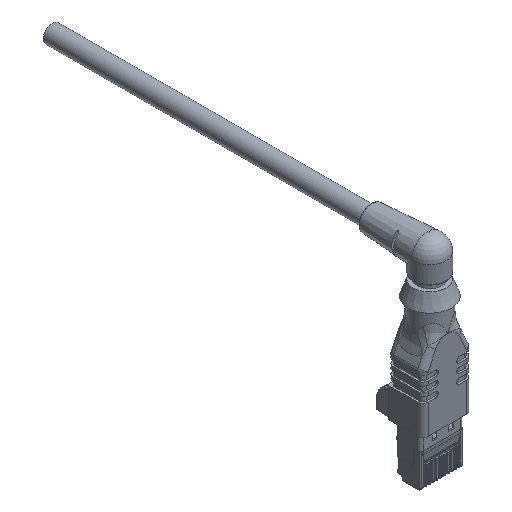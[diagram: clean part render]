
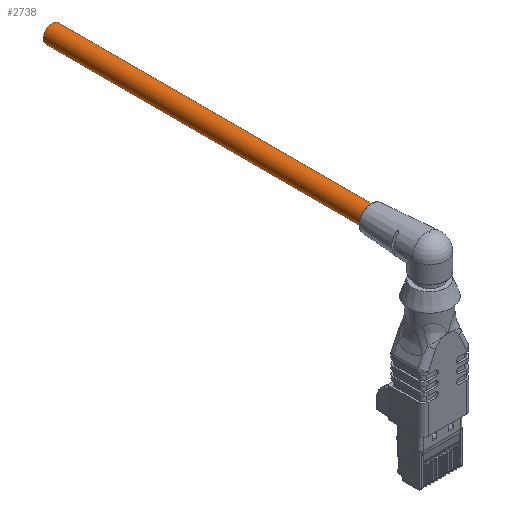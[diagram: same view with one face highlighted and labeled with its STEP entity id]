
A CAD part, isometric view. The second image highlights one B-rep face of the part: STEP entity #2738.
In plain terms, the highlighted cylindrical face has radius 2.4 mm (diameter 4.8 mm), a full revolution.
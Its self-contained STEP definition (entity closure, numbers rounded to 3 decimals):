
#2448=CYLINDRICAL_SURFACE('',#11892,2.4);
#2702=FACE_BOUND('',#4368,.T.);
#2703=FACE_BOUND('',#4369,.T.);
#2738=ADVANCED_FACE('',(#2702,#2703),#2448,.T.);
#4368=EDGE_LOOP('',(#5052));
#4369=EDGE_LOOP('',(#5053));
#5052=ORIENTED_EDGE('',*,*,#9624,.F.);
#5053=ORIENTED_EDGE('',*,*,#9623,.F.);
#8527=VERTEX_POINT('',#16546);
#8528=VERTEX_POINT('',#16549);
#9623=EDGE_CURVE('',#8527,#8527,#11361,.T.);
#9624=EDGE_CURVE('',#8528,#8528,#11362,.T.);
#11361=CIRCLE('',#11889,2.4);
#11362=CIRCLE('',#11891,2.4);
#11889=AXIS2_PLACEMENT_3D('',#16545,#13074,#13075);
#11891=AXIS2_PLACEMENT_3D('',#16548,#13078,#13079);
#11892=AXIS2_PLACEMENT_3D('',#16550,#13080,#13081);
#13074=DIRECTION('',(0.,1.,0.));
#13075=DIRECTION('',(-1.,0.,0.));
#13078=DIRECTION('',(0.,-1.,0.));
#13079=DIRECTION('',(0.,0.,-1.));
#13080=DIRECTION('',(0.,1.,0.));
#13081=DIRECTION('',(0.,0.,-1.));
#16545=CARTESIAN_POINT('',(-4.47,57.412,-23.937));
#16546=CARTESIAN_POINT('',(-6.87,57.412,-23.937));
#16548=CARTESIAN_POINT('',(-4.47,-29.088,-23.937));
#16549=CARTESIAN_POINT('',(-4.47,-29.088,-26.337));
#16550=CARTESIAN_POINT('',(-4.47,-42.588,-23.937));
